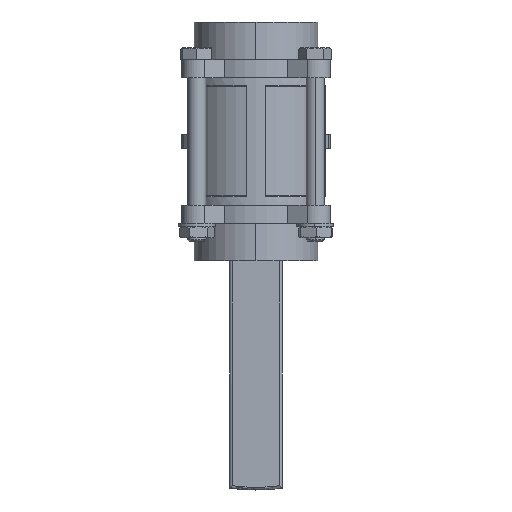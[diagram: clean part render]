
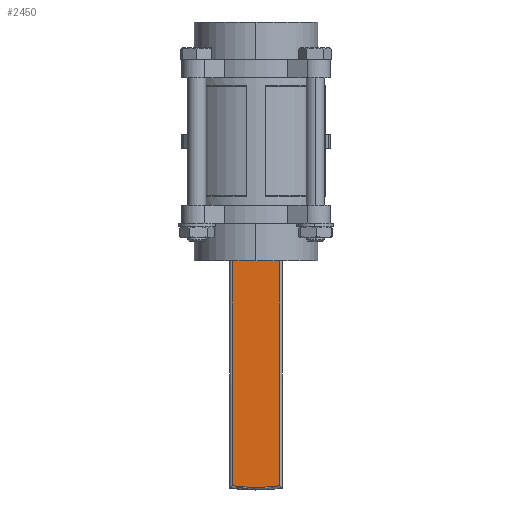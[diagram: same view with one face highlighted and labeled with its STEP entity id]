
A CAD part, front view. The second image highlights one B-rep face of the part: STEP entity #2450.
In plain terms, the highlighted planar face has unit normal (0, -1, 0).
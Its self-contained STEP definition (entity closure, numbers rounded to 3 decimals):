
#530 = EDGE_CURVE ( 'NONE', #3010, #3015, #10766, .T. ) ;
#536 = EDGE_CURVE ( 'NONE', #3014, #3013, #10773, .T. ) ;
#544 = EDGE_CURVE ( 'NONE', #3015, #3014, #10781, .T. ) ;
#545 = EDGE_CURVE ( 'NONE', #3013, #3010, #10783, .T. ) ;
#2450 = ADVANCED_FACE ( 'NONE', ( #12476 ), #17053, .F. ) ;
#3010 = VERTEX_POINT ( 'NONE', #17955 ) ;
#3013 = VERTEX_POINT ( 'NONE', #17958 ) ;
#3014 = VERTEX_POINT ( 'NONE', #17959 ) ;
#3015 = VERTEX_POINT ( 'NONE', #17960 ) ;
#5173 = ORIENTED_EDGE ( 'NONE', *, *, #530, .T. ) ;
#5174 = ORIENTED_EDGE ( 'NONE', *, *, #544, .T. ) ;
#5175 = ORIENTED_EDGE ( 'NONE', *, *, #536, .T. ) ;
#5176 = ORIENTED_EDGE ( 'NONE', *, *, #545, .T. ) ;
#6464 = AXIS2_PLACEMENT_3D ( 'NONE', #7274, #7275, #7276 ) ;
#7239 = DIRECTION ( 'NONE',  ( -1., 0., 0. ) ) ;
#7244 = CARTESIAN_POINT ( 'NONE',  ( 14.5, 36.5, -65.699 ) ) ;
#7274 = CARTESIAN_POINT ( 'NONE',  ( 0., 36.5, -85.971 ) ) ;
#7275 = DIRECTION ( 'NONE',  ( 0., -1., 0. ) ) ;
#7276 = DIRECTION ( 'NONE',  ( 0., 0., 1. ) ) ;
#7317 = CARTESIAN_POINT ( 'NONE',  ( -13., 36.5, -190.8 ) ) ;
#7318 = DIRECTION ( 'NONE',  ( 0., 0., -1. ) ) ;
#7319 = CARTESIAN_POINT ( 'NONE',  ( 13., 36.5, -65.699 ) ) ;
#7320 = DIRECTION ( 'NONE',  ( 0., 0., 1. ) ) ;
#10766 = LINE ( 'NONE', #7244, #10768 ) ;
#10768 = VECTOR ( 'NONE', #7239, 1000. ) ;
#10773 = CIRCLE ( 'NONE', #6464, 104.328 ) ;
#10781 = LINE ( 'NONE', #7317, #10784 ) ;
#10783 = LINE ( 'NONE', #7319, #10786 ) ;
#10784 = VECTOR ( 'NONE', #7318, 1000. ) ;
#10786 = VECTOR ( 'NONE', #7320, 1000. ) ;
#12476 = FACE_OUTER_BOUND ( 'NONE', #19576, .T. ) ;
#15430 = AXIS2_PLACEMENT_3D ( 'NONE', #17052, #17084, #17085 ) ;
#17052 = CARTESIAN_POINT ( 'NONE',  ( 13., 36.5, -64.199 ) ) ;
#17053 = PLANE ( 'NONE',  #15430 ) ;
#17084 = DIRECTION ( 'NONE',  ( 0., 1., 0. ) ) ;
#17085 = DIRECTION ( 'NONE',  ( 0., 0., 1. ) ) ;
#17955 = CARTESIAN_POINT ( 'NONE',  ( 13., 36.5, -65.699 ) ) ;
#17958 = CARTESIAN_POINT ( 'NONE',  ( 13., 36.5, -189.485 ) ) ;
#17959 = CARTESIAN_POINT ( 'NONE',  ( -13., 36.5, -189.485 ) ) ;
#17960 = CARTESIAN_POINT ( 'NONE',  ( -13., 36.5, -65.699 ) ) ;
#19576 = EDGE_LOOP ( 'NONE', ( #5173, #5174, #5175, #5176 ) ) ;
